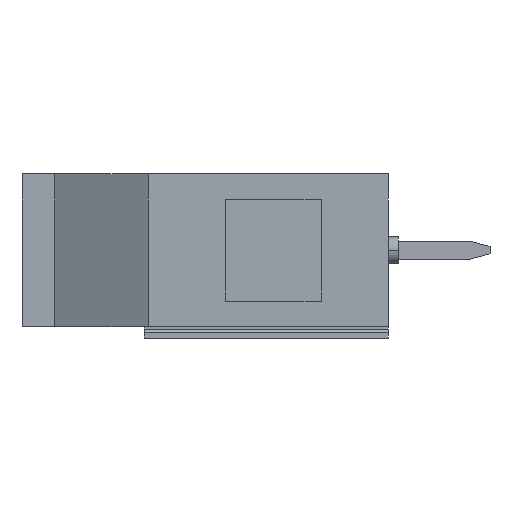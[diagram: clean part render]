
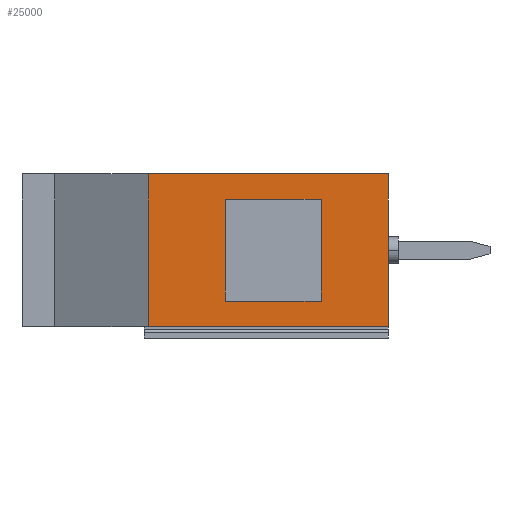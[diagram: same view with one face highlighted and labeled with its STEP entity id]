
A CAD part, left-side view. The second image highlights one B-rep face of the part: STEP entity #25000.
In plain terms, the highlighted planar face has unit normal (-1, 0, 0).
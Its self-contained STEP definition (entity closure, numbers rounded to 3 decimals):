
#7850=CARTESIAN_POINT('',(-88.727,37.058
   ,3.75));
#7860=VERTEX_POINT('',#7850);
#7890=CARTESIAN_POINT('',(-88.727,37.058
   ,3.75));
#7900=DIRECTION('',(0.,1.,
   0.));
#7910=VECTOR('',#7900,1.);
#7920=LINE('',#7890,#7910);
#7930=CARTESIAN_POINT('',(-88.727,48.858
   ,3.75));
#7940=VERTEX_POINT('',#7930);
#7950=EDGE_CURVE('',#7860,#7940,#7920,.T.);
#24360=CARTESIAN_POINT('',(-88.727,
   40.358,0.));
#24370=DIRECTION('',(-1.,0.,
   0.));
#24380=DIRECTION('',(0.,1.,
   0.));
#24390=AXIS2_PLACEMENT_3D('',#24360,#24370,#24380);
#24400=PLANE('',#24390);
#24410=CARTESIAN_POINT('',(-88.727,
   48.858,0.));
#24420=DIRECTION('',(0.,0.,
   1.));
#24430=VECTOR('',#24420,1.);
#24440=LINE('',#24410,#24430);
#24450=CARTESIAN_POINT('',(-88.727,
   48.858,-3.75));
#24460=VERTEX_POINT('',#24450);
#24470=EDGE_CURVE('',#24460,#7940,#24440,.T.);
#24480=ORIENTED_EDGE('',*,*,#24470,.F.);
#24490=ORIENTED_EDGE('',*,*,#7950,.T.);
#24500=CARTESIAN_POINT('',(-88.727,
   37.058,0.));
#24510=DIRECTION('',(0.,0.,
   1.));
#24520=VECTOR('',#24510,1.);
#24530=LINE('',#24500,#24520);
#24540=CARTESIAN_POINT('',(-88.727,
   37.058,-3.75));
#24550=VERTEX_POINT('',#24540);
#24560=EDGE_CURVE('',#24550,#7860,#24530,.T.);
#24570=ORIENTED_EDGE('',*,*,#24560,.T.);
#24580=CARTESIAN_POINT('',(-88.727,
   37.058,-3.75));
#24590=DIRECTION('',(0.,1.,
   0.));
#24600=VECTOR('',#24590,1.);
#24610=LINE('',#24580,#24600);
#24620=EDGE_CURVE('',#24550,#24460,#24610,.T.);
#24630=ORIENTED_EDGE('',*,*,#24620,.F.);
#24640=EDGE_LOOP('',(#24630,#24570,#24490,#24480));
#24650=FACE_OUTER_BOUND('',#24640,.T.);
#24660=CARTESIAN_POINT('',(-88.727,
   0.,2.5));
#24670=DIRECTION('',(0.,1.,
   0.));
#24680=VECTOR('',#24670,1.);
#24690=LINE('',#24660,#24680);
#24700=CARTESIAN_POINT('',(-88.727,
   40.358,2.5));
#24710=VERTEX_POINT('',#24700);
#24720=CARTESIAN_POINT('',(-88.727,
   45.058,2.5));
#24730=VERTEX_POINT('',#24720);
#24740=EDGE_CURVE('',#24710,#24730,#24690,.T.);
#24750=ORIENTED_EDGE('',*,*,#24740,.F.);
#24760=CARTESIAN_POINT('',(-88.727,
   45.058,0.));
#24770=DIRECTION('',(0.,0.,
   -1.));
#24780=VECTOR('',#24770,1.);
#24790=LINE('',#24760,#24780);
#24800=CARTESIAN_POINT('',(-88.727,
   45.058,-2.5));
#24810=VERTEX_POINT('',#24800);
#24820=EDGE_CURVE('',#24730,#24810,#24790,.T.);
#24830=ORIENTED_EDGE('',*,*,#24820,.F.);
#24840=CARTESIAN_POINT('',(-88.727,
   0.,-2.5));
#24850=DIRECTION('',(0.,1.,
   0.));
#24860=VECTOR('',#24850,1.);
#24870=LINE('',#24840,#24860);
#24880=CARTESIAN_POINT('',(-88.727,
   40.358,-2.5));
#24890=VERTEX_POINT('',#24880);
#24900=EDGE_CURVE('',#24890,#24810,#24870,.T.);
#24910=ORIENTED_EDGE('',*,*,#24900,.T.);
#24920=CARTESIAN_POINT('',(-88.727,
   40.358,0.));
#24930=DIRECTION('',(0.,0.,
   1.));
#24940=VECTOR('',#24930,1.);
#24950=LINE('',#24920,#24940);
#24960=EDGE_CURVE('',#24890,#24710,#24950,.T.);
#24970=ORIENTED_EDGE('',*,*,#24960,.F.);
#24980=EDGE_LOOP('',(#24970,#24910,#24830,#24750));
#24990=FACE_BOUND('',#24980,.T.);
#25000=ADVANCED_FACE('',(#24650,#24990),#24400,.T.);
